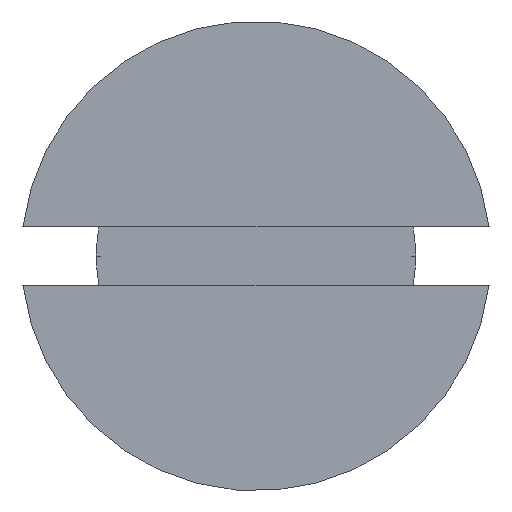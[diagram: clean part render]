
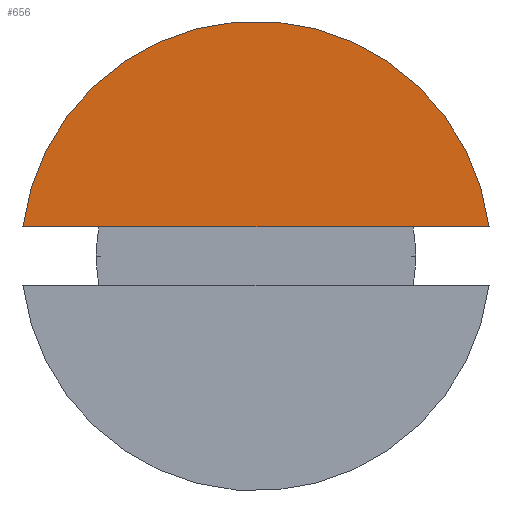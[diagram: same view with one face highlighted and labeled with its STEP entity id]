
A CAD part, top view. The second image highlights one B-rep face of the part: STEP entity #656.
In plain terms, the highlighted planar face has unit normal (0, 0, 1).
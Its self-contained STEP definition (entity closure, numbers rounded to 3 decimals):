
#551 = AXIS2_PLACEMENT_3D ( 'NONE', #2185, #2173, #2157 ) ;
#656 = ADVANCED_FACE ( 'NONE', ( #2536 ), #2179, .T. ) ;
#841 = AXIS2_PLACEMENT_3D ( 'NONE', #3442, #3443, #3444 ) ;
#2156 = EDGE_LOOP ( 'NONE', ( #3154, #3108 ) ) ;
#2157 = DIRECTION ( 'NONE',  ( 1., 0., 0. ) ) ;
#2173 = DIRECTION ( 'NONE',  ( 0., 0., 1. ) ) ;
#2179 = PLANE ( 'NONE',  #551 ) ;
#2185 = CARTESIAN_POINT ( 'NONE',  ( 0., 0., 0.96 ) ) ;
#2536 = FACE_OUTER_BOUND ( 'NONE', #2156, .T. ) ;
#2956 = VERTEX_POINT ( 'NONE', #4204 ) ;
#3108 = ORIENTED_EDGE ( 'NONE', *, *, #3416, .F. ) ;
#3128 = VERTEX_POINT ( 'NONE', #4276 ) ;
#3154 = ORIENTED_EDGE ( 'NONE', *, *, #3420, .F. ) ;
#3416 = EDGE_CURVE ( 'NONE', #3128, #2956, #4340, .T. ) ;
#3420 = EDGE_CURVE ( 'NONE', #2956, #3128, #4339, .T. ) ;
#3442 = CARTESIAN_POINT ( 'NONE',  ( 0., 0., 0.96 ) ) ;
#3443 = DIRECTION ( 'NONE',  ( 0., 0., -1. ) ) ;
#3444 = DIRECTION ( 'NONE',  ( -1., 0., 0. ) ) ;
#3448 = CARTESIAN_POINT ( 'NONE',  ( 0., 0.188, 0.96 ) ) ;
#3452 = DIRECTION ( 'NONE',  ( -1., 0., 0. ) ) ;
#4204 = CARTESIAN_POINT ( 'NONE',  ( 1.488, 0.188, 0.96 ) ) ;
#4276 = CARTESIAN_POINT ( 'NONE',  ( -1.488, 0.187, 0.96 ) ) ;
#4339 = LINE ( 'NONE', #3448, #4344 ) ;
#4340 = CIRCLE ( 'NONE', #841, 1.5 ) ;
#4344 = VECTOR ( 'NONE', #3452, 1000. ) ;
